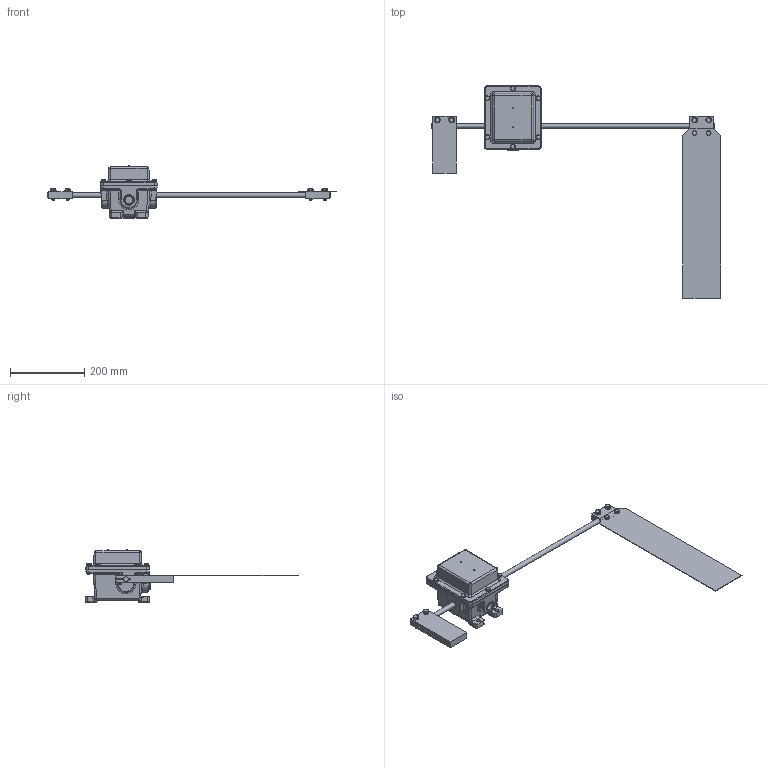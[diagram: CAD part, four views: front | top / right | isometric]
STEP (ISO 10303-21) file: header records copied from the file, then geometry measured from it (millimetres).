
FILE_DESCRIPTION(('Model FS (general) Flow Control.'),'2;1');
FILE_NAME('FS.stp','2010-10-27T09:04:46',('GL'),('Conveyor Components Company'),'Autodesk Inventor 2011','Autodesk Inventor 2011','GL');
FILE_SCHEMA(('AUTOMOTIVE_DESIGN { 1 0 10303 214 1 1 1 1 }'));
Length unit declared in the file: inch
Products named in the file (29): FS; 20210004; 20210019; 20120012; 20210003; 21031113; 22018508; 22016101; 20011093; 22011073 b; Regular Helical Spring Lock Washer (Inch) 1/4; Hex Cap Screw - Inch 1/4-20 UNC - 0.75; 20013430; 40300010; 20170043; 21030313; Hex Cap Screw - Inch 5/16-18 UNC - 1; 22013064; Hex Cap Screw - Inch 1/4-20 UNC - 1; 21030042; 22013500; 21030312; 21030311; 20065109; 20210025; 20210024; 21030030; 20210066; 20210065
Assembly tree (55 placements, depth 3):
  FS
    20210004
    20210019
    20120012  x2
      20210003
      21031113
    22018508
    22016101  x2
    20011093  x2
    22011073 b
    Regular Helical Spring Lock Washer (Inch) 1/4  x8
    Hex Cap Screw - Inch 1/4-20 UNC - 0.75  x2
    20013430  x2
    40300010  x2
    20170043
    21030313
    Hex Cap Screw - Inch 5/16-18 UNC - 1  x4
    22013064
    Hex Cap Screw - Inch 1/4-20 UNC - 1  x6
    21030042
    22013500  x4
    21030312
      21030311
      21031113
      20065109  x2
    20210025
      20210024
      21030030  x2
    20210066
    20210065
Bounding box: 777.88 x 571.52 x 140.79 mm (x, y, z)
Volume: 1301521.8 mm3; surface area: 460528 mm2
Topology: 53 solids, 53 shells, 878 faces, 1960 edges, 1189 vertices
Faces by surface type: plane 384, cylinder 279, cone 118, bspline 57, sphere 24, torus 16
Full cylindrical faces by diameter (mm): 2.032 x2, 2.388 x2, 2.464 x2, 3.175 x2, 3.962 x7, 4.826 x6, 4.953 x1, 4.978 x8, 6.35 x8, 6.401 x4, 7.137 x8, 7.142 x6, 7.938 x4, 8.738 x4, 9.474 x1, 10.001 x8, 10.317 x3, 11.176 x1, 11.43 x4, 12.662 x1, 12.751 x4, 12.827 x3, 17.475 x2, 18.999 x2, 19.05 x2, 19.126 x2, 22.225 x2, 22.631 x1, 25.4 x2, 26.988 x1
Entity records: 18983 total; most frequent: CARTESIAN_POINT 5458, DIRECTION 2752, ORIENTED_EDGE 2290, EDGE_CURVE 1145, AXIS2_PLACEMENT_3D 1120, EDGE_LOOP 762, VERTEX_POINT 749, FACE_OUTER_BOUND 559
